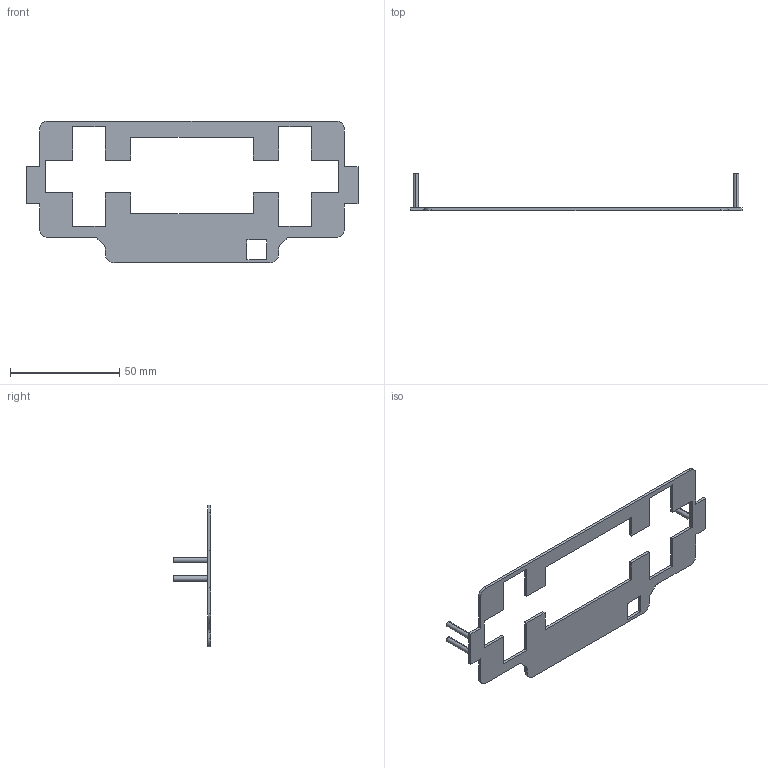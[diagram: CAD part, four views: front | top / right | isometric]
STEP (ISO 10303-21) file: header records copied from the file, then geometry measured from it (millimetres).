
FILE_DESCRIPTION (( 'STEP AP203' ), '1' );
FILE_NAME ('sprigcase_F.STEP', '2024-07-31T20:29:28', ( '' ), ( '' ), 'SwSTEP 2.0', 'SolidWorks 2023', '' );
FILE_SCHEMA (( 'CONFIG_CONTROL_DESIGN' ));
Length unit declared in the file: centimetre
Products named in the file (1): sprigcase_F
Bounding box: 152.07 x 17.23 x 64.89 mm (x, y, z)
Volume: 6175.2 mm3; surface area: 10564 mm2
Topology: 1 solids, 1 shells, 74 faces, 204 edges, 136 vertices
Faces by surface type: plane 56, cylinder 18
Entity records: 2429 total; most frequent: CARTESIAN_POINT 415, ORIENTED_EDGE 408, DIRECTION 390, EDGE_CURVE 204, VECTOR 168, LINE 168, VERTEX_POINT 136, AXIS2_PLACEMENT_3D 111
